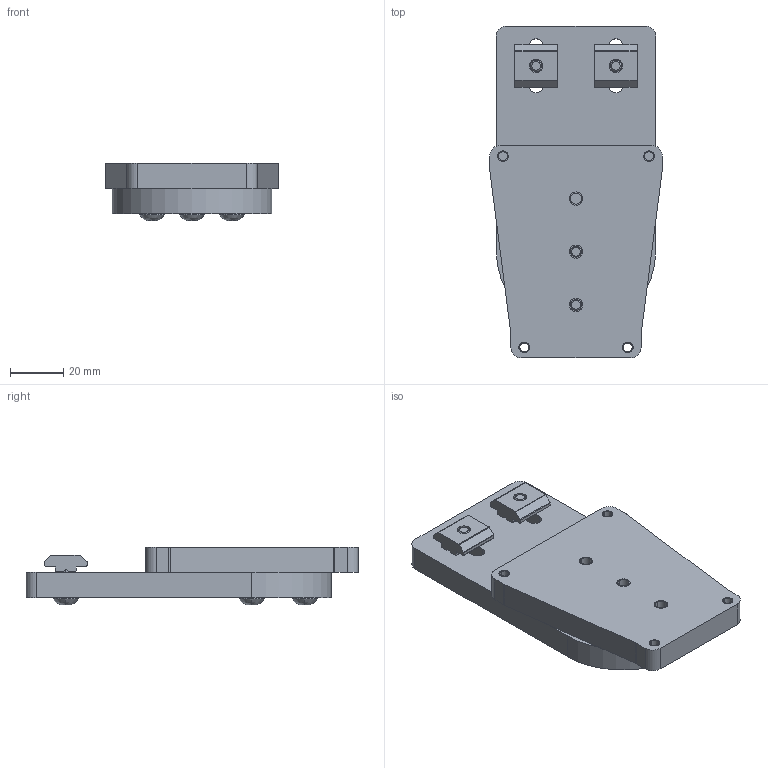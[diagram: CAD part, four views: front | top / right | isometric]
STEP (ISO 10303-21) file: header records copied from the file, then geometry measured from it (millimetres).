
FILE_DESCRIPTION((''),'2;1');
FILE_NAME('152118_ASM','2017-06-26T',('PDMAdmin'),('BANNER ENGINEERING'),'CREO PARAMETRIC BY PTC INC, 2016260','CREO PARAMETRIC BY PTC INC, 2016260','');
FILE_SCHEMA(('CONFIG_CONTROL_DESIGN'));
Products named in the file (5): 12726; 12725; M5_X_16_HEX_BHCS_INST; 8020_13023; 152118_ASM
Assembly tree (8 placements, depth 2):
  152118_ASM
    12726
    12725
    M5_X_16_HEX_BHCS_INST  x4
    8020_13023  x2
Bounding box: 65 x 125 x 21.8 mm (x, y, z)
Volume: 102040.9 mm3; surface area: 33931.8 mm2
Topology: 8 solids, 15 shells, 198 faces, 524 edges, 344 vertices
Faces by surface type: cylinder 93, plane 89, cone 8, bspline 8
Entity records: 4054 total; most frequent: CARTESIAN_POINT 800, DIRECTION 702, ORIENTED_EDGE 612, EDGE_CURVE 320, AXIS2_PLACEMENT_3D 267, VERTEX_POINT 212, VECTOR 168, LINE 168
